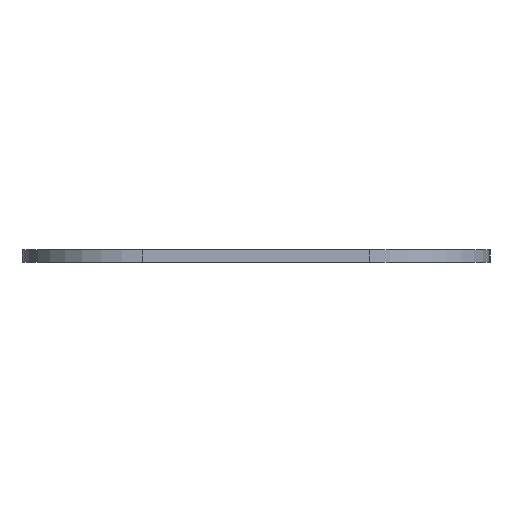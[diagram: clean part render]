
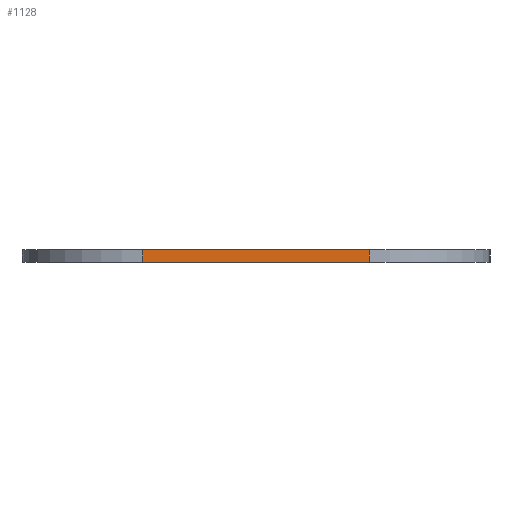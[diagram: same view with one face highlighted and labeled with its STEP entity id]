
A CAD part, left-side view. The second image highlights one B-rep face of the part: STEP entity #1128.
In plain terms, the highlighted planar face has unit normal (-1, 0, 0).
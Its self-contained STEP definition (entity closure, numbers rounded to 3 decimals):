
#308 = EDGE_CURVE ( 'NONE', #6748, #2982, #3692, .T. ) ;
#797 = VERTEX_POINT ( 'NONE', #2628 ) ;
#1128 = ADVANCED_FACE ( 'NONE', ( #7758 ), #7426, .T. ) ;
#1672 = CARTESIAN_POINT ( 'NONE',  ( 0., 0., 4. ) ) ;
#2478 = VECTOR ( 'NONE', #10565, 1000. ) ;
#2628 = CARTESIAN_POINT ( 'NONE',  ( 0., 115., 4. ) ) ;
#2630 = DIRECTION ( 'NONE',  ( 0., 1., 0. ) ) ;
#2651 = VECTOR ( 'NONE', #8669, 1000. ) ;
#2870 = CARTESIAN_POINT ( 'NONE',  ( 0., 40., 4. ) ) ;
#2982 = VERTEX_POINT ( 'NONE', #4535 ) ;
#3052 = ORIENTED_EDGE ( 'NONE', *, *, #7703, .T. ) ;
#3222 = DIRECTION ( 'NONE',  ( 0., 0., -1. ) ) ;
#3453 = CARTESIAN_POINT ( 'NONE',  ( 0., 0., 0. ) ) ;
#3535 = ORIENTED_EDGE ( 'NONE', *, *, #5716, .F. ) ;
#3692 = LINE ( 'NONE', #3453, #5606 ) ;
#4286 = LINE ( 'NONE', #10636, #2478 ) ;
#4535 = CARTESIAN_POINT ( 'NONE',  ( 0., 115., 0. ) ) ;
#5380 = ORIENTED_EDGE ( 'NONE', *, *, #7662, .T. ) ;
#5584 = EDGE_LOOP ( 'NONE', ( #9924, #3535, #5380, #3052 ) ) ;
#5606 = VECTOR ( 'NONE', #2630, 1000. ) ;
#5716 = EDGE_CURVE ( 'NONE', #6348, #6748, #5718, .T. ) ;
#5718 = LINE ( 'NONE', #2870, #2651 ) ;
#5815 = DIRECTION ( 'NONE',  ( -1., 0., 0. ) ) ;
#6039 = DIRECTION ( 'NONE',  ( 0., 0., 1. ) ) ;
#6348 = VERTEX_POINT ( 'NONE', #9617 ) ;
#6484 = LINE ( 'NONE', #8110, #7929 ) ;
#6748 = VERTEX_POINT ( 'NONE', #9296 ) ;
#7426 = PLANE ( 'NONE',  #7457 ) ;
#7457 = AXIS2_PLACEMENT_3D ( 'NONE', #1672, #5815, #6039 ) ;
#7662 = EDGE_CURVE ( 'NONE', #6348, #797, #4286, .T. ) ;
#7703 = EDGE_CURVE ( 'NONE', #797, #2982, #6484, .T. ) ;
#7758 = FACE_OUTER_BOUND ( 'NONE', #5584, .T. ) ;
#7929 = VECTOR ( 'NONE', #3222, 1000. ) ;
#8110 = CARTESIAN_POINT ( 'NONE',  ( 0., 115., 4. ) ) ;
#8669 = DIRECTION ( 'NONE',  ( 0., 0., -1. ) ) ;
#9296 = CARTESIAN_POINT ( 'NONE',  ( 0., 40., 0. ) ) ;
#9617 = CARTESIAN_POINT ( 'NONE',  ( 0., 40., 4. ) ) ;
#9924 = ORIENTED_EDGE ( 'NONE', *, *, #308, .F. ) ;
#10565 = DIRECTION ( 'NONE',  ( 0., 1., 0. ) ) ;
#10636 = CARTESIAN_POINT ( 'NONE',  ( 0., 0., 4. ) ) ;
